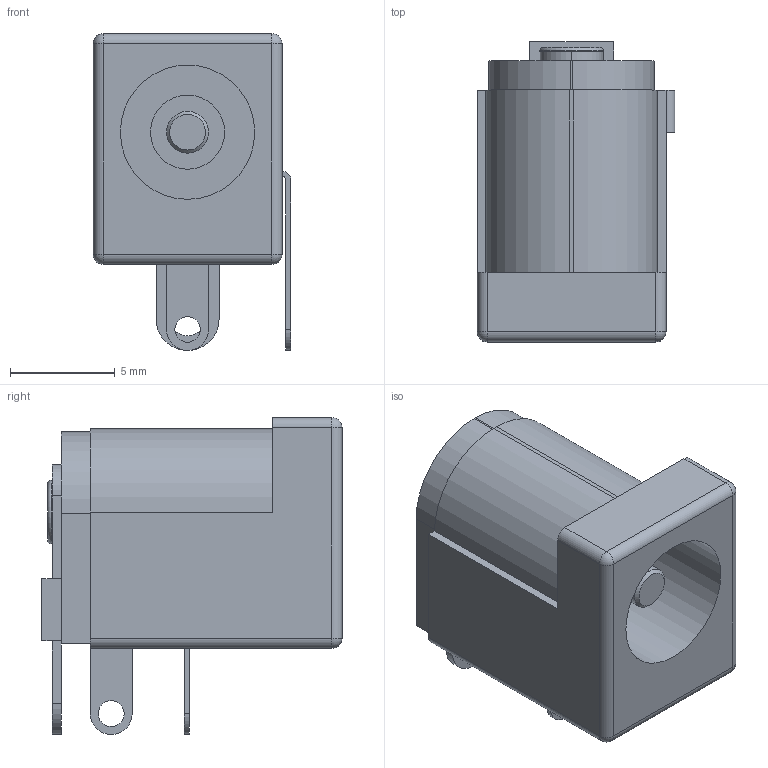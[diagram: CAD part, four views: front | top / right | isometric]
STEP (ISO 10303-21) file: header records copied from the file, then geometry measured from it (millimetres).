
FILE_DESCRIPTION(/* description */ ('Unknown'),/* implementation_level */ '2;1');
FILE_NAME(/* name */ 'PC-GK2.1',/* time_stamp */ '2023-10-06T18:16:00+02:00',/* author */ ('Unknown'),/* organization */ ('Unknown'),/* preprocessor_version */ 'ST-DEVELOPER v18.102',/* originating_system */ 'Solid Edge',/* authorisation */ 'Unknown');
FILE_SCHEMA (('AUTOMOTIVE_DESIGN {1 0 10303 214 3 1 1}'));
Length unit declared in the file: millimetre
Products named in the file (1): PC-GK2.1
Bounding box: 9.42 x 14.3 x 15.1 mm (x, y, z)
Volume: 923.2 mm3; surface area: 996.6 mm2
Topology: 1 solids, 1 shells, 85 faces, 217 edges, 136 vertices
Faces by surface type: plane 48, cylinder 29, sphere 4, torus 3, cone 1
Full cylindrical faces by diameter (mm): 1.215 x1, 1.234 x1, 1.6 x1, 1.933 x1, 1.998 x1, 3.029 x1, 3.529 x1, 6.4 x1
Entity records: 3037 total; most frequent: DIRECTION 431, CARTESIAN_POINT 409, ORIENTED_EDGE 388, EDGE_CURVE 194, AXIS2_PLACEMENT_3D 151, VERTEX_POINT 129, LINE 129, VECTOR 129
